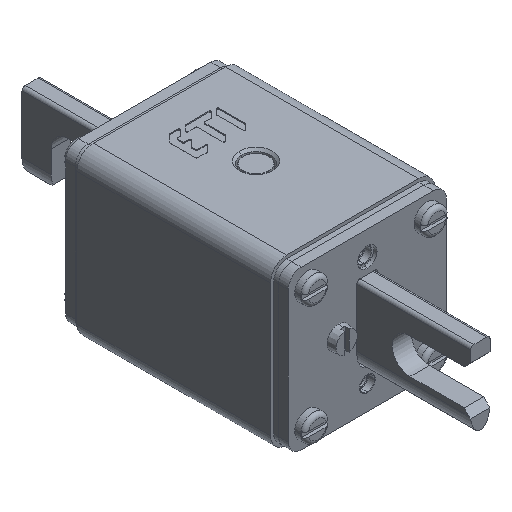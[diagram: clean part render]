
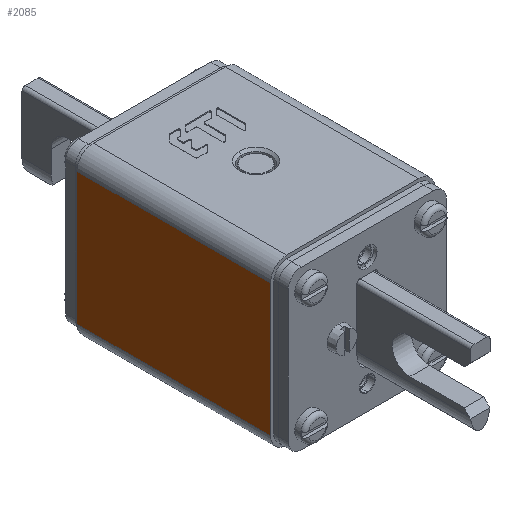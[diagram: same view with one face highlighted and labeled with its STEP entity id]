
A CAD part, isometric view. The second image highlights one B-rep face of the part: STEP entity #2085.
In plain terms, the highlighted face is planar.
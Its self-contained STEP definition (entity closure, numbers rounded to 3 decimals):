
#142=DIRECTION('',(0.,1.,0.));
#143=VECTOR('',#142,41.);
#144=CARTESIAN_POINT('',(-30.,-20.5,-25.5));
#145=LINE('',#144,#143);
#612=DIRECTION('',(-1.,0.,0.));
#613=VECTOR('',#612,60.);
#614=CARTESIAN_POINT('',(30.,-20.5,-25.5));
#615=LINE('',#614,#613);
#619=DIRECTION('',(-1.,0.,0.));
#620=VECTOR('',#619,60.);
#621=CARTESIAN_POINT('',(30.,20.5,-25.5));
#622=LINE('',#621,#620);
#679=DIRECTION('',(0.,1.,0.));
#680=VECTOR('',#679,41.);
#681=CARTESIAN_POINT('',(30.,-20.5,-25.5));
#682=LINE('',#681,#680);
#1534=CARTESIAN_POINT('',(-30.,-20.5,-25.5));
#1536=VERTEX_POINT('',#1534);
#1540=CARTESIAN_POINT('',(30.,-20.5,-25.5));
#1541=VERTEX_POINT('',#1540);
#1543=CARTESIAN_POINT('',(-30.,20.5,-25.5));
#1545=VERTEX_POINT('',#1543);
#1546=CARTESIAN_POINT('',(30.,20.5,-25.5));
#1547=VERTEX_POINT('',#1546);
#2073=CARTESIAN_POINT('',(-30.,-25.5,-25.5));
#2074=DIRECTION('',(0.,0.,-1.));
#2075=DIRECTION('',(0.,1.,0.));
#2076=AXIS2_PLACEMENT_3D('',#2073,#2074,#2075);
#2077=PLANE('',#2076);
#2078=ORIENTED_EDGE('',*,*,#1827,.F.);
#2080=ORIENTED_EDGE('',*,*,#2079,.T.);
#2081=ORIENTED_EDGE('',*,*,#2058,.T.);
#2082=ORIENTED_EDGE('',*,*,#1793,.F.);
#2083=EDGE_LOOP('',(#2078,#2080,#2081,#2082));
#2084=FACE_OUTER_BOUND('',#2083,.F.);
#1793=EDGE_CURVE('',#1536,#1545,#145,.T.);
#1827=EDGE_CURVE('',#1541,#1536,#615,.T.);
#2058=EDGE_CURVE('',#1547,#1545,#622,.T.);
#2079=EDGE_CURVE('',#1541,#1547,#682,.T.);
#2085=ADVANCED_FACE('',(#2084),#2077,.T.);
